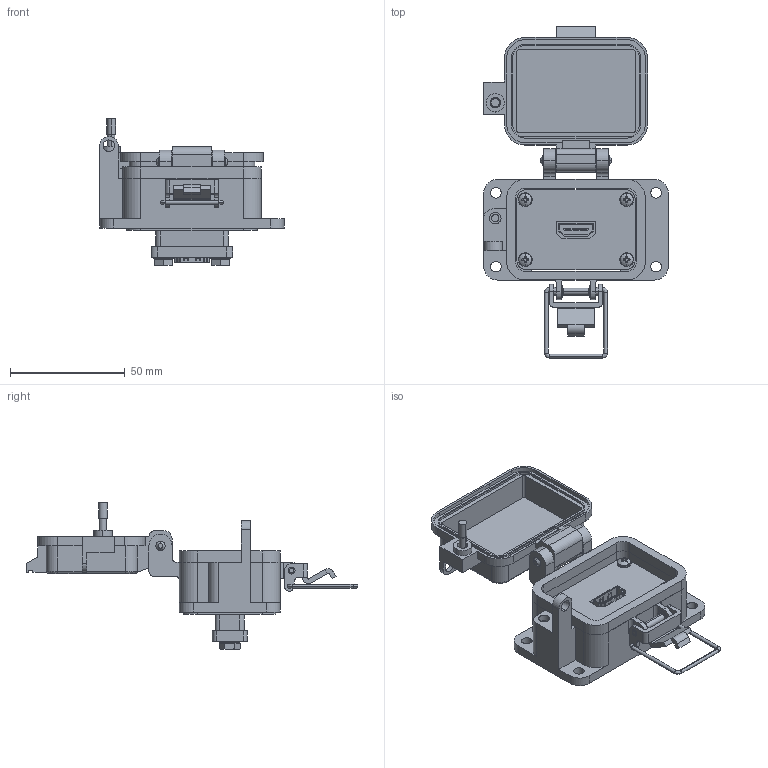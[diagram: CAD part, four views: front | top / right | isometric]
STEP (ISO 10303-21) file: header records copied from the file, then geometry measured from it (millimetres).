
FILE_DESCRIPTION (( 'STEP AP203' ), '1' );
FILE_NAME ('P-P38-B3RX_3D.STEP', '2019-02-21T18:56:28', ( '' ), ( '' ), 'SwSTEP 2.0', 'SolidWorks 2018', '' );
FILE_SCHEMA (( 'CONFIG_CONTROL_DESIGN' ));
Length unit declared in the file: millimetre
Products named in the file (10): P-P38-B3RX_FP060_1; Z-H-B3_B; -B3; 92005A124_METRIC PAN HEAD PHILLIPS MACHINE SCREW_92005A124; P-P38-B3RX_BP180_1; Z-002-632516HN_90675A007; P-P38-B3RX_3D; P38; P-P38-B3RX_TP180_1; 632FH_1-1_4-IN
Assembly tree (14 placements, depth 3):
  P-P38-B3RX_3D
    P-P38-B3RX_BP180_1
    P38
    P-P38-B3RX_TP180_1
    632FH_1-1_4-IN  x2
    Z-002-632516HN_90675A007  x2
    P-P38-B3RX_FP060_1
    -B3
      Z-H-B3_B
    92005A124_METRIC PAN HEAD PHILLIPS MACHINE SCREW_92005A124  x4
Bounding box: 80.57 x 144.93 x 64.12 mm (x, y, z)
Volume: 69302.9 mm3; surface area: 56448.8 mm2
Topology: 27 solids, 27 shells, 2730 faces, 7644 edges, 4988 vertices
Faces by surface type: cylinder 1310, plane 1120, bspline 142, cone 134, torus 16, sphere 8
Entity records: 70726 total; most frequent: CARTESIAN_POINT 22729, ORIENTED_EDGE 10528, DIRECTION 8886, EDGE_CURVE 5264, VECTOR 3438, LINE 3438, VERTEX_POINT 3423, AXIS2_PLACEMENT_3D 2724
